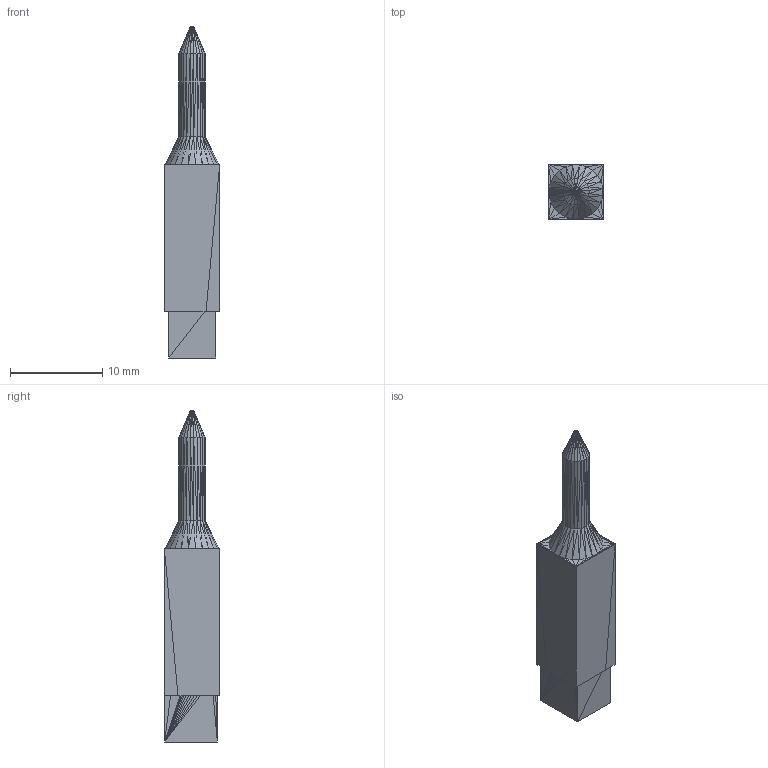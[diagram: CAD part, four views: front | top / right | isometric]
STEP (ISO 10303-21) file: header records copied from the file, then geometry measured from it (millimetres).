
FILE_DESCRIPTION(('FreeCAD Model'),'2;1');
FILE_NAME('Open CASCADE Shape Model','2025-05-28T12:13:01',('Author'),( ''),'Open CASCADE STEP processor 7.6','FreeCAD','Unknown');
FILE_SCHEMA(('AUTOMOTIVE_DESIGN { 1 0 10303 214 1 1 1 1 }'));
Length unit declared in the file: inch
Products named in the file (1): Fusion
Bounding box: 6 x 6 x 36 mm (x, y, z)
Volume: 812.8 mm3; surface area: 716 mm2
Topology: 1 solids, 1 shells, 369 faces, 639 edges, 273 vertices
Faces by surface type: plane 369
Entity records: 16064 total; most frequent: CARTESIAN_POINT 2808, DIRECTION 2409, LINE 1669, VECTOR 1669, ORIENTED_EDGE 1278, PCURVE 1278, DEFINITIONAL_REPRESENTATION 1278, EDGE_CURVE 639
